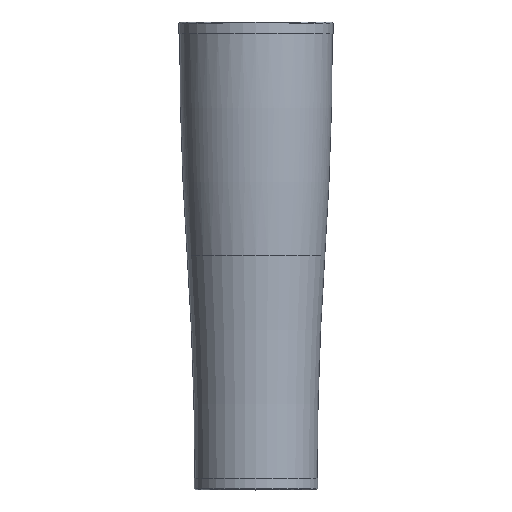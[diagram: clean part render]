
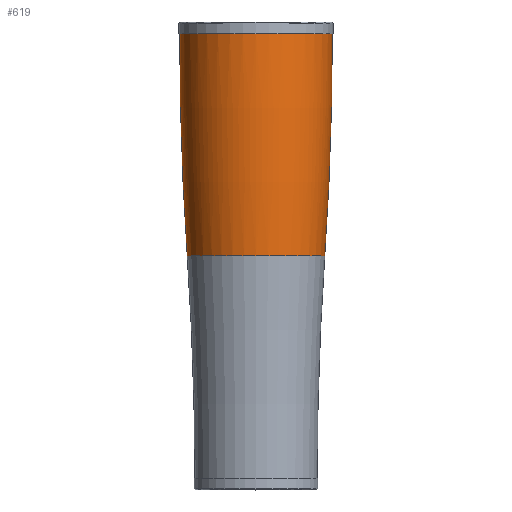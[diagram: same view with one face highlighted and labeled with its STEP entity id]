
A CAD part, top view. The second image highlights one B-rep face of the part: STEP entity #619.
In plain terms, the highlighted toroidal (fillet/blend) face has major radius 1158.83 mm and minor radius 1186.58 mm.
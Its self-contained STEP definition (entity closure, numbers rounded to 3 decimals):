
#156 = VERTEX_POINT ( 'NONE', #673 ) ;
#158 = DIRECTION ( 'NONE',  ( -1., 0., 0. ) ) ;
#179 = CARTESIAN_POINT ( 'NONE',  ( 1158.829, 165.738, 0. ) ) ;
#200 = CARTESIAN_POINT ( 'NONE',  ( 0., 165.738, 0. ) ) ;
#222 = DIRECTION ( 'NONE',  ( 1., 0., 0. ) ) ;
#325 = DIRECTION ( 'NONE',  ( 1., 0., 0. ) ) ;
#352 = VERTEX_POINT ( 'NONE', #919 ) ;
#396 = ORIENTED_EDGE ( 'NONE', *, *, #1081, .F. ) ;
#408 = CARTESIAN_POINT ( 'NONE',  ( 0., 165.738, 0. ) ) ;
#471 = DIRECTION ( 'NONE',  ( 0., 0., -1. ) ) ;
#480 = EDGE_LOOP ( 'NONE', ( #981, #676, #828, #396 ) ) ;
#491 = AXIS2_PLACEMENT_3D ( 'NONE', #743, #471, #158 ) ;
#516 = DIRECTION ( 'NONE',  ( 1., 0., 0. ) ) ;
#519 = DIRECTION ( 'NONE',  ( 1., 0., 0. ) ) ;
#572 = CIRCLE ( 'NONE', #491, 1186.579 ) ;
#607 = TOROIDAL_SURFACE ( 'NONE', #851, -1158.829, 1186.579 ) ;
#610 = AXIS2_PLACEMENT_3D ( 'NONE', #179, #1189, #516 ) ;
#619 = ADVANCED_FACE ( 'NONE', ( #1077 ), #607, .T. ) ;
#647 = EDGE_CURVE ( 'NONE', #815, #352, #708, .T. ) ;
#650 = CIRCLE ( 'NONE', #812, 25. ) ;
#671 = CIRCLE ( 'NONE', #610, 1186.579 ) ;
#673 = CARTESIAN_POINT ( 'NONE',  ( 25., 85., 0. ) ) ;
#676 = ORIENTED_EDGE ( 'NONE', *, *, #1232, .T. ) ;
#703 = CARTESIAN_POINT ( 'NONE',  ( 27.75, 165.738, 0. ) ) ;
#708 = CIRCLE ( 'NONE', #1265, 27.75 ) ;
#743 = CARTESIAN_POINT ( 'NONE',  ( -1158.829, 165.738, 0. ) ) ;
#781 = DIRECTION ( 'NONE',  ( 0., -1., 0. ) ) ;
#812 = AXIS2_PLACEMENT_3D ( 'NONE', #908, #1201, #325 ) ;
#815 = VERTEX_POINT ( 'NONE', #703 ) ;
#828 = ORIENTED_EDGE ( 'NONE', *, *, #977, .F. ) ;
#851 = AXIS2_PLACEMENT_3D ( 'NONE', #408, #781, #519 ) ;
#908 = CARTESIAN_POINT ( 'NONE',  ( 0., 85., 0. ) ) ;
#919 = CARTESIAN_POINT ( 'NONE',  ( -27.75, 165.738, 0. ) ) ;
#977 = EDGE_CURVE ( 'NONE', #156, #1198, #650, .T. ) ;
#981 = ORIENTED_EDGE ( 'NONE', *, *, #647, .T. ) ;
#985 = DIRECTION ( 'NONE',  ( 0., -1., 0. ) ) ;
#1077 = FACE_OUTER_BOUND ( 'NONE', #480, .T. ) ;
#1081 = EDGE_CURVE ( 'NONE', #815, #156, #572, .T. ) ;
#1086 = CARTESIAN_POINT ( 'NONE',  ( -25., 85., 0. ) ) ;
#1189 = DIRECTION ( 'NONE',  ( 0., 0., 1. ) ) ;
#1198 = VERTEX_POINT ( 'NONE', #1086 ) ;
#1201 = DIRECTION ( 'NONE',  ( 0., -1., 0. ) ) ;
#1232 = EDGE_CURVE ( 'NONE', #352, #1198, #671, .T. ) ;
#1265 = AXIS2_PLACEMENT_3D ( 'NONE', #200, #985, #222 ) ;
